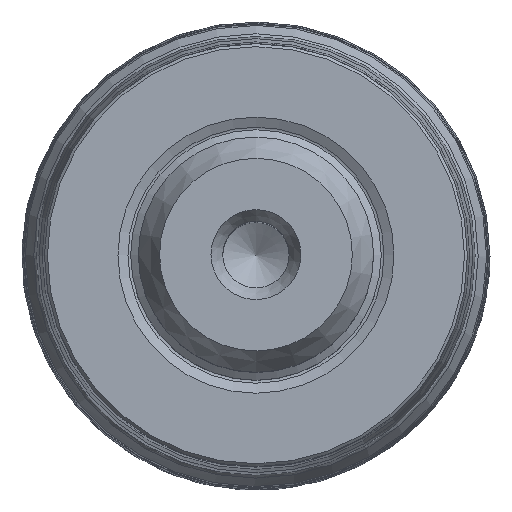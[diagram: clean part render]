
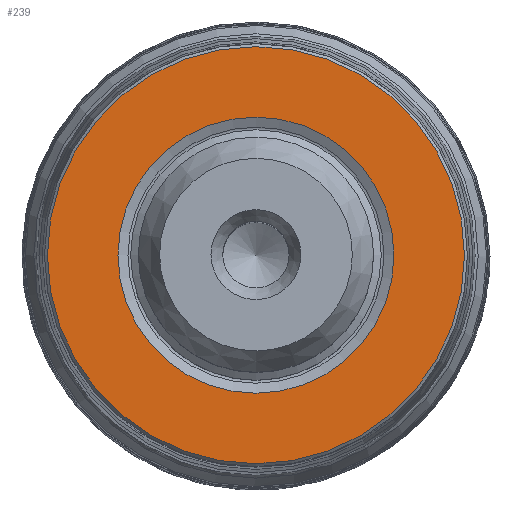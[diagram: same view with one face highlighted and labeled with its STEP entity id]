
A CAD part, top view. The second image highlights one B-rep face of the part: STEP entity #239.
In plain terms, the highlighted planar face has unit normal (0, 0, 1).
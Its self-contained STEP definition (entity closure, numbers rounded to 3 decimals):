
#239=ADVANCED_FACE('',(#324,#325),#300,.T.);
#300=PLANE('',#994);
#324=FACE_BOUND('',#438,.T.);
#325=FACE_BOUND('',#439,.T.);
#438=EDGE_LOOP('',(#574));
#439=EDGE_LOOP('',(#575));
#574=ORIENTED_EDGE('',*,*,#805,.T.);
#575=ORIENTED_EDGE('',*,*,#806,.F.);
#732=VERTEX_POINT('',#1745);
#733=VERTEX_POINT('',#1747);
#805=EDGE_CURVE('',#732,#732,#872,.T.);
#806=EDGE_CURVE('',#733,#733,#873,.T.);
#872=CIRCLE('',#992,14.151);
#873=CIRCLE('',#993,9.366);
#992=AXIS2_PLACEMENT_3D('',#1744,#1123,#1124);
#993=AXIS2_PLACEMENT_3D('',#1746,#1125,#1126);
#994=AXIS2_PLACEMENT_3D('',#1748,#1127,#1128);
#1123=DIRECTION('',(0.,0.,1.));
#1124=DIRECTION('',(0.,-1.,0.));
#1125=DIRECTION('',(0.,0.,1.));
#1126=DIRECTION('',(0.,-1.,0.));
#1127=DIRECTION('',(0.,0.,1.));
#1128=DIRECTION('',(0.,-1.,0.));
#1744=CARTESIAN_POINT('',(0.,0.,38.1));
#1745=CARTESIAN_POINT('',(0.,-14.151,38.1));
#1746=CARTESIAN_POINT('',(0.,0.,38.1));
#1747=CARTESIAN_POINT('',(0.,-9.366,38.1));
#1748=CARTESIAN_POINT('',(9.366,0.,38.1));
